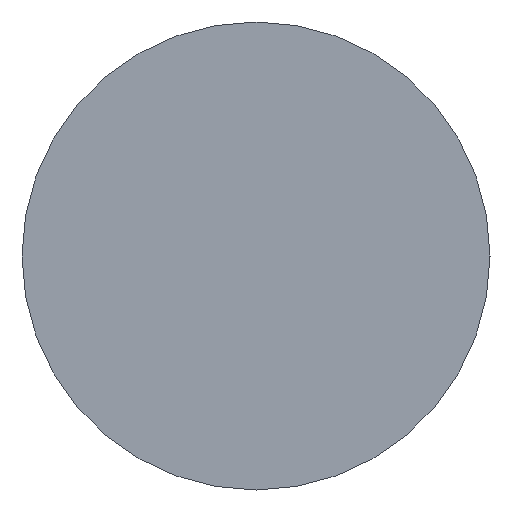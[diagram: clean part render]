
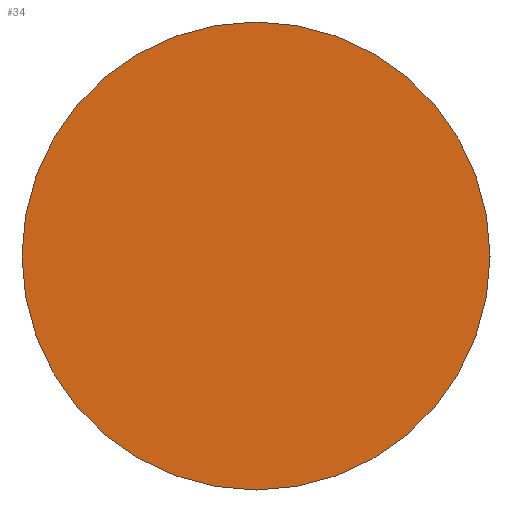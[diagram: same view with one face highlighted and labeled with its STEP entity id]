
A CAD part, left-side view. The second image highlights one B-rep face of the part: STEP entity #34.
In plain terms, the highlighted planar face has unit normal (-1, 0, 0).
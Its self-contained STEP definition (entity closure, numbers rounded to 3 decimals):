
#2 = DIRECTION ( 'NONE',  ( 0., 0., 1. ) ) ;
#3 = VERTEX_POINT ( 'NONE', #14 ) ;
#13 = CIRCLE ( 'NONE', #21, 1.5 ) ;
#14 = CARTESIAN_POINT ( 'NONE',  ( 0., 0., 1.5 ) ) ;
#21 = AXIS2_PLACEMENT_3D ( 'NONE', #102, #43, #2 ) ;
#23 = PLANE ( 'NONE',  #27 ) ;
#27 = AXIS2_PLACEMENT_3D ( 'NONE', #33, #91, #104 ) ;
#33 = CARTESIAN_POINT ( 'NONE',  ( 0., 0., 0. ) ) ;
#34 = ADVANCED_FACE ( 'NONE', ( #65 ), #23, .F. ) ;
#35 = ORIENTED_EDGE ( 'NONE', *, *, #68, .T. ) ;
#37 = DIRECTION ( 'NONE',  ( 0., 0., 1. ) ) ;
#43 = DIRECTION ( 'NONE',  ( -1., 0., 0. ) ) ;
#45 = EDGE_LOOP ( 'NONE', ( #71, #35 ) ) ;
#48 = CIRCLE ( 'NONE', #63, 1.5 ) ;
#52 = DIRECTION ( 'NONE',  ( -1., 0., 0. ) ) ;
#56 = EDGE_CURVE ( 'NONE', #3, #73, #13, .T. ) ;
#63 = AXIS2_PLACEMENT_3D ( 'NONE', #120, #52, #37 ) ;
#65 = FACE_OUTER_BOUND ( 'NONE', #45, .T. ) ;
#68 = EDGE_CURVE ( 'NONE', #73, #3, #48, .T. ) ;
#71 = ORIENTED_EDGE ( 'NONE', *, *, #56, .T. ) ;
#72 = CARTESIAN_POINT ( 'NONE',  ( 0., 0., -1.5 ) ) ;
#73 = VERTEX_POINT ( 'NONE', #72 ) ;
#91 = DIRECTION ( 'NONE',  ( 1., 0., 0. ) ) ;
#102 = CARTESIAN_POINT ( 'NONE',  ( 0., 0., 0. ) ) ;
#104 = DIRECTION ( 'NONE',  ( 0., 0., -1. ) ) ;
#120 = CARTESIAN_POINT ( 'NONE',  ( 0., 0., 0. ) ) ;
